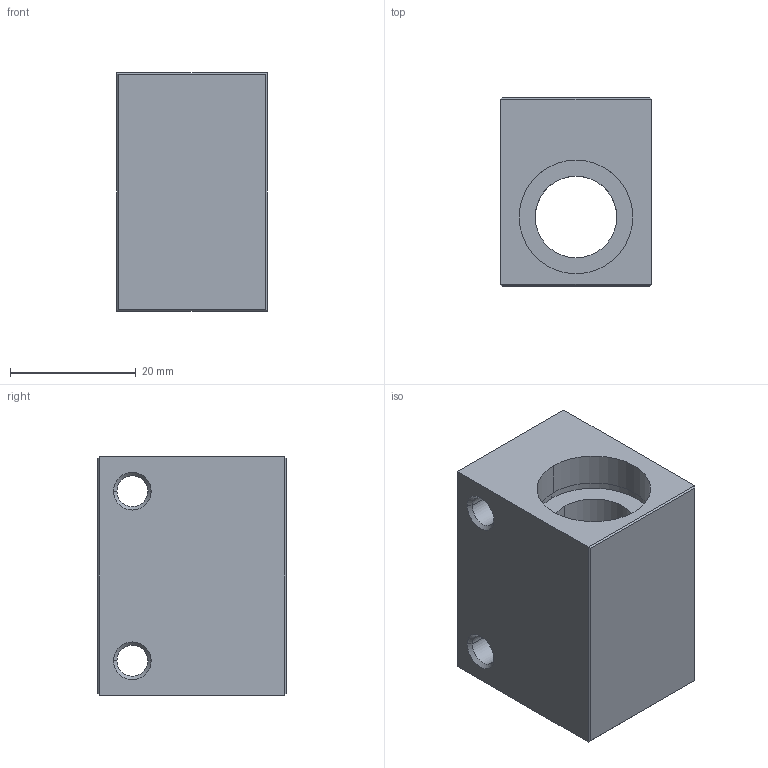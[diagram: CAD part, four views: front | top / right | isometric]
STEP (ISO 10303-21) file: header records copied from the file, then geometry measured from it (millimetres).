
FILE_DESCRIPTION( ( '' ), '1' );
FILE_NAME( 'MHCTS13.stp', '2020-11-08T12:20:49', ( '' ), ( '' ), ' ', ' ', ' ' );
FILE_SCHEMA( ( 'CONFIG_CONTROL_DESIGN' ) );
Length unit declared in the file: millimetre
Products named in the file (1): 1
Bounding box: 24 x 30 x 38 mm (x, y, z)
Volume: 18652 mm3; surface area: 8253.6 mm2
Topology: 1 solids, 1 shells, 56 faces, 118 edges, 72 vertices
Faces by surface type: cylinder 22, plane 22, cone 12
Entity records: 1554 total; most frequent: DIRECTION 288, CARTESIAN_POINT 247, ORIENTED_EDGE 236, EDGE_CURVE 118, AXIS2_PLACEMENT_3D 113, VERTEX_POINT 72, EDGE_LOOP 70, LINE 62
